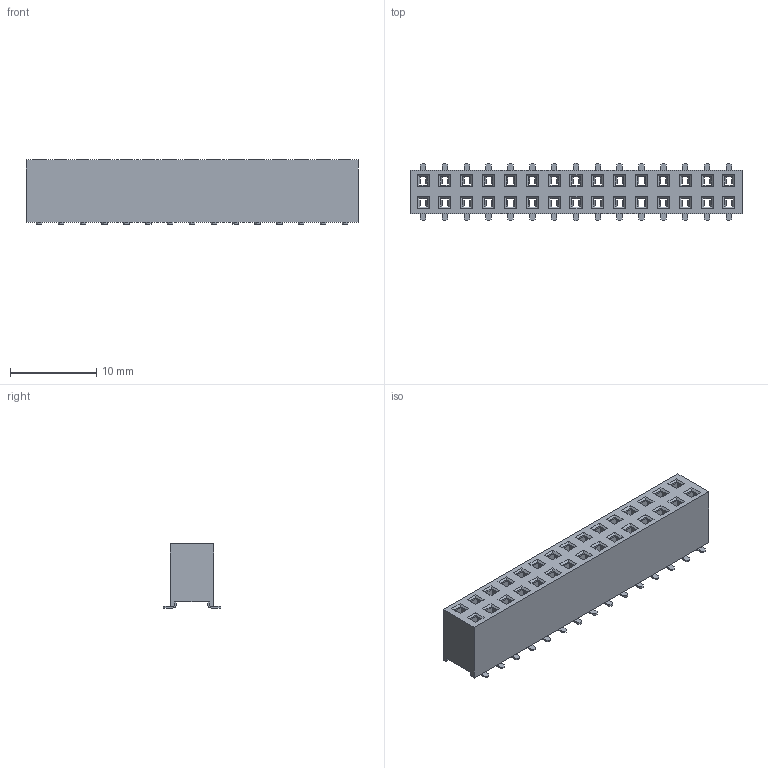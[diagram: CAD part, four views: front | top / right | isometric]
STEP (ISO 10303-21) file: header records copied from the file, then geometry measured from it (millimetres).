
FILE_DESCRIPTION(/* description */ ('Unknown'),/* implementation_level */ '2;1');
FILE_NAME(/* name */ 'J_Wurth_WR-PHD_61003021821',/* time_stamp */ '2025-04-22T14:50:24+08:00',/* author */ ('Unknown'),/* organization */ ('Unknown'),/* preprocessor_version */ 'ST-DEVELOPER v19.4',/* originating_system */ 'Solid Edge',/* authorisation */ 'Unknown');
FILE_SCHEMA (('AUTOMOTIVE_DESIGN {1 0 10303 214 3 1 1}'));
Products named in the file (2): J_Wurth_WR-PHD_61003021821
Assembly tree (1 placements, depth 2):
  J_Wurth_WR-PHD_61003021821
    J_Wurth_WR-PHD_61003021821
Bounding box: 38.6 x 6.7 x 7.45 mm (x, y, z)
Volume: 865 mm3; surface area: 3682.1 mm2
Topology: 31 solids, 31 shells, 2412 faces, 6570 edges, 4220 vertices
Faces by surface type: plane 1570, cylinder 842
Entity records: 76098 total; most frequent: CARTESIAN_POINT 14644, ORIENTED_EDGE 13140, DIRECTION 12362, EDGE_CURVE 6570, LINE 4646, VECTOR 4646, VERTEX_POINT 4220, AXIS2_PLACEMENT_3D 3858
